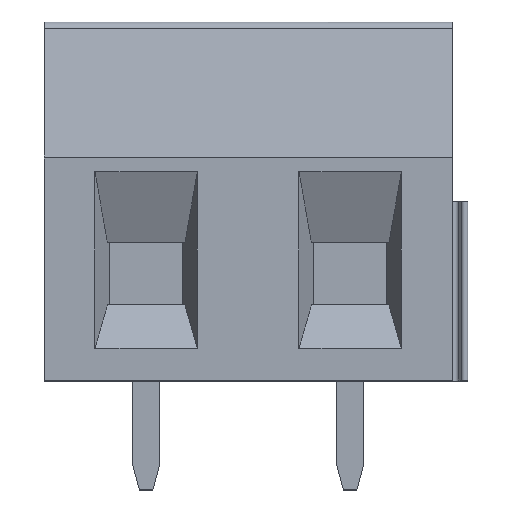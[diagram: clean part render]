
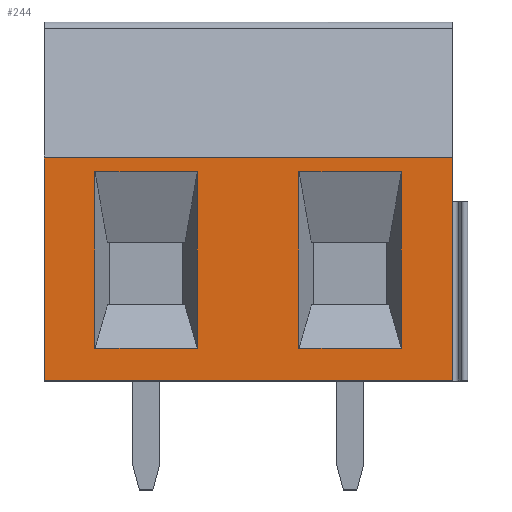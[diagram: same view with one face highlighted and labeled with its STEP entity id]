
A CAD part, top view. The second image highlights one B-rep face of the part: STEP entity #244.
In plain terms, the highlighted planar face has unit normal (0, 0, 1).
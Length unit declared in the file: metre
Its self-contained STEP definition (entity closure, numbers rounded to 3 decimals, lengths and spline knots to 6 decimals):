
#244=ADVANCED_FACE('',(#562,#563,#564),#565,.T.);
#562=FACE_BOUND('',#953,.T.);
#563=FACE_OUTER_BOUND('',#954,.T.);
#564=FACE_BOUND('',#955,.T.);
#565=PLANE('',#956);
#953=EDGE_LOOP('',(#1653,#1654,#1655,#1656));
#954=EDGE_LOOP('',(#1657,#1658,#1659,#1660,#1661,#1662,#1663,#1664));
#955=EDGE_LOOP('',(#1665,#1666,#1667,#1668));
#956=AXIS2_PLACEMENT_3D('',#1669,#1670,#1671);
#1653=ORIENTED_EDGE('',*,*,#2601,.F.);
#1654=ORIENTED_EDGE('',*,*,#2602,.T.);
#1655=ORIENTED_EDGE('',*,*,#2538,.T.);
#1656=ORIENTED_EDGE('',*,*,#2603,.T.);
#1657=ORIENTED_EDGE('',*,*,#2488,.F.);
#1658=ORIENTED_EDGE('',*,*,#2604,.T.);
#1659=ORIENTED_EDGE('',*,*,#2411,.T.);
#1660=ORIENTED_EDGE('',*,*,#2357,.F.);
#1661=ORIENTED_EDGE('',*,*,#2423,.F.);
#1662=ORIENTED_EDGE('',*,*,#2605,.F.);
#1663=ORIENTED_EDGE('',*,*,#2606,.F.);
#1664=ORIENTED_EDGE('',*,*,#2524,.F.);
#1665=ORIENTED_EDGE('',*,*,#2607,.T.);
#1666=ORIENTED_EDGE('',*,*,#2521,.T.);
#1667=ORIENTED_EDGE('',*,*,#2608,.F.);
#1668=ORIENTED_EDGE('',*,*,#2609,.T.);
#1669=CARTESIAN_POINT('',(0.02762,-0.000005,0.0));
#1670=DIRECTION('',(0.0,0.0,1.0));
#1671=DIRECTION('',(1.0,0.0,0.0));
#2357=EDGE_CURVE('',#2820,#2822,#2823,.T.);
#2411=EDGE_CURVE('',#2915,#2822,#2917,.T.);
#2423=EDGE_CURVE('',#2937,#2820,#2938,.T.);
#2488=EDGE_CURVE('',#3045,#3047,#3048,.T.);
#2521=EDGE_CURVE('',#3102,#3100,#3103,.T.);
#2524=EDGE_CURVE('',#3047,#3106,#3107,.T.);
#2538=EDGE_CURVE('',#3129,#3127,#3130,.T.);
#2601=EDGE_CURVE('',#3219,#3220,#3221,.T.);
#2602=EDGE_CURVE('',#3219,#3129,#3222,.T.);
#2603=EDGE_CURVE('',#3127,#3220,#3223,.T.);
#2604=EDGE_CURVE('',#3045,#2915,#3224,.T.);
#2605=EDGE_CURVE('',#3225,#2937,#3226,.T.);
#2606=EDGE_CURVE('',#3106,#3225,#3227,.T.);
#2607=EDGE_CURVE('',#3228,#3102,#3229,.T.);
#2608=EDGE_CURVE('',#3230,#3100,#3231,.T.);
#2609=EDGE_CURVE('',#3230,#3228,#3232,.T.);
#2820=VERTEX_POINT('',#3503);
#2822=VERTEX_POINT('',#3506);
#2823=LINE('',#3507,#3508);
#2915=VERTEX_POINT('',#3651);
#2917=LINE('',#3654,#3655);
#2937=VERTEX_POINT('',#3683);
#2938=LINE('',#3684,#3685);
#3045=VERTEX_POINT('',#3837);
#3047=VERTEX_POINT('',#3840);
#3048=LINE('',#3841,#3842);
#3100=VERTEX_POINT('',#3914);
#3102=VERTEX_POINT('',#3917);
#3103=LINE('',#3918,#3919);
#3106=VERTEX_POINT('',#3923);
#3107=LINE('',#3924,#3925);
#3127=VERTEX_POINT('',#3956);
#3129=VERTEX_POINT('',#3959);
#3130=LINE('',#3960,#3961);
#3219=VERTEX_POINT('',#4096);
#3220=VERTEX_POINT('',#4097);
#3221=LINE('',#4098,#4099);
#3222=LINE('',#4100,#4101);
#3223=LINE('',#4102,#4103);
#3224=LINE('',#4104,#4105);
#3225=VERTEX_POINT('',#4106);
#3226=LINE('',#4107,#4108);
#3227=LINE('',#4109,#4110);
#3228=VERTEX_POINT('',#4111);
#3229=LINE('',#4112,#4113);
#3230=VERTEX_POINT('',#4114);
#3231=LINE('',#4115,#4116);
#3232=LINE('',#4117,#4118);
#3503=CARTESIAN_POINT('',(0.03125,0.008197,0.0));
#3506=CARTESIAN_POINT('',(0.03125,0.0066,0.0));
#3507=CARTESIAN_POINT('',(0.03125,-0.000005,0.0));
#3508=VECTOR('',#4468,1.0);
#3651=CARTESIAN_POINT('',(0.03125,0.0066,0.0));
#3654=CARTESIAN_POINT('',(0.03125,0.0066,0.0));
#3655=VECTOR('',#4515,1.0);
#3683=CARTESIAN_POINT('',(0.01625,0.008197,0.0));
#3684=CARTESIAN_POINT('',(0.02762,0.008197,0.0));
#3685=VECTOR('',#4527,1.0);
#3837=CARTESIAN_POINT('',(0.03125,0.0,0.0));
#3840=CARTESIAN_POINT('',(0.01625,0.0,0.0));
#3841=CARTESIAN_POINT('',(0.022002,0.0,0.0));
#3842=VECTOR('',#4601,1.0);
#3914=CARTESIAN_POINT('',(0.029385,0.001195,0.0));
#3917=CARTESIAN_POINT('',(0.029385,0.007695,0.0));
#3918=CARTESIAN_POINT('',(0.029385,0.007695,0.0));
#3919=VECTOR('',#4644,1.0);
#3923=CARTESIAN_POINT('',(0.01625,0.006699,0.0));
#3924=CARTESIAN_POINT('',(0.01625,0.,0.0));
#3925=VECTOR('',#4646,1.0);
#3956=CARTESIAN_POINT('',(0.018115,0.001195,0.0));
#3959=CARTESIAN_POINT('',(0.021885,0.001195,0.0));
#3960=CARTESIAN_POINT('',(0.021885,0.001195,0.0));
#3961=VECTOR('',#4656,1.0);
#4096=CARTESIAN_POINT('',(0.021885,0.007695,0.0));
#4097=CARTESIAN_POINT('',(0.018115,0.007695,0.0));
#4098=CARTESIAN_POINT('',(0.021885,0.007695,0.0));
#4099=VECTOR('',#4710,1.0);
#4100=CARTESIAN_POINT('',(0.021885,0.007695,0.0));
#4101=VECTOR('',#4711,1.0);
#4102=CARTESIAN_POINT('',(0.018115,0.001195,0.0));
#4103=VECTOR('',#4712,1.0);
#4104=CARTESIAN_POINT('',(0.03125,0.,0.0));
#4105=VECTOR('',#4713,1.0);
#4106=CARTESIAN_POINT('',(0.01625,0.006699,0.0));
#4107=CARTESIAN_POINT('',(0.01625,0.,0.0));
#4108=VECTOR('',#4714,1.0);
#4109=CARTESIAN_POINT('',(0.02641,0.006699,0.0));
#4110=VECTOR('',#4715,1.0);
#4111=CARTESIAN_POINT('',(0.025615,0.007695,0.0));
#4112=CARTESIAN_POINT('',(0.025615,0.007695,0.0));
#4113=VECTOR('',#4716,1.0);
#4114=CARTESIAN_POINT('',(0.025615,0.001195,0.0));
#4115=CARTESIAN_POINT('',(0.025615,0.001195,0.0));
#4116=VECTOR('',#4717,1.0);
#4117=CARTESIAN_POINT('',(0.025615,0.001195,0.0));
#4118=VECTOR('',#4718,1.0);
#4468=DIRECTION('',(0.0,-1.0,0.0));
#4515=DIRECTION('',(-1.0,0.0,0.0));
#4527=DIRECTION('',(1.0,0.0,0.0));
#4601=DIRECTION('',(-1.0,0.0,0.0));
#4644=DIRECTION('',(0.0,-1.0,0.0));
#4646=DIRECTION('',(0.0,1.0,0.0));
#4656=DIRECTION('',(-1.0,0.0,0.0));
#4710=DIRECTION('',(-1.0,0.0,0.0));
#4711=DIRECTION('',(0.0,-1.0,0.0));
#4712=DIRECTION('',(0.0,1.0,0.0));
#4713=DIRECTION('',(0.0,1.0,0.0));
#4714=DIRECTION('',(0.0,1.0,0.0));
#4715=DIRECTION('',(-1.0,0.0,0.0));
#4716=DIRECTION('',(1.0,0.0,0.0));
#4717=DIRECTION('',(1.0,0.0,0.0));
#4718=DIRECTION('',(0.0,1.0,0.0));
